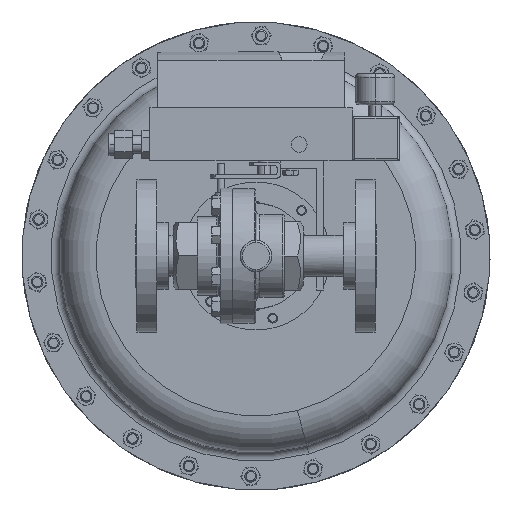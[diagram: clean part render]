
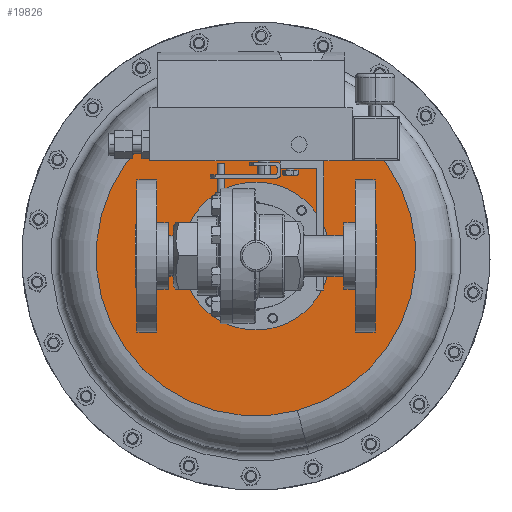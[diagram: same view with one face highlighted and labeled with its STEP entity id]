
A CAD part, front view. The second image highlights one B-rep face of the part: STEP entity #19826.
In plain terms, the highlighted planar face has unit normal (0, -1, 0).
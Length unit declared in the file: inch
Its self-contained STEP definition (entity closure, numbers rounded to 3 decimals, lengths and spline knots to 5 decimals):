
#495 = EDGE_LOOP ( 'NONE', ( #44707, #39989 ) ) ;
#3026 = CARTESIAN_POINT ( 'NONE',  ( 1.52663, 9.93332, 4.03194 ) ) ;
#5469 = AXIS2_PLACEMENT_3D ( 'NONE', #3026, #30683, #6963 ) ;
#6963 = DIRECTION ( 'NONE',  ( -0.259, 0., 0.966 ) ) ;
#7259 = CARTESIAN_POINT ( 'NONE',  ( 3.20601, 9.93332, 2.35256 ) ) ;
#8534 = EDGE_CURVE ( 'NONE', #45627, #34971, #45902, .T. ) ;
#9351 = CIRCLE ( 'NONE', #5469, 5.125 ) ;
#11972 = EDGE_CURVE ( 'NONE', #17672, #50293, #24179, .T. ) ;
#13382 = CARTESIAN_POINT ( 'NONE',  ( 6.477, 9.93332, 5.35839 ) ) ;
#14023 = AXIS2_PLACEMENT_3D ( 'NONE', #44335, #20708, #48216 ) ;
#14190 = AXIS2_PLACEMENT_3D ( 'NONE', #44817, #21229, #48729 ) ;
#15271 = CARTESIAN_POINT ( 'NONE',  ( 2.85308, 9.93332, -0.91843 ) ) ;
#17495 = DIRECTION ( 'NONE',  ( 0., -1., 0. ) ) ;
#17672 = VERTEX_POINT ( 'NONE', #38800 ) ;
#19424 = DIRECTION ( 'NONE',  ( 0., 1., 0. ) ) ;
#19711 = AXIS2_PLACEMENT_3D ( 'NONE', #13382, #17495, #45092 ) ;
#19826 = ADVANCED_FACE ( 'NONE', ( #31356, #35020 ), #37184, .T. ) ;
#20708 = DIRECTION ( 'NONE',  ( 0., 1., 0. ) ) ;
#20816 = EDGE_LOOP ( 'NONE', ( #47258, #40806 ) ) ;
#21229 = DIRECTION ( 'NONE',  ( 0., 1., 0. ) ) ;
#24179 = CIRCLE ( 'NONE', #14023, 5.125 ) ;
#28585 = CIRCLE ( 'NONE', #14190, 2.375 ) ;
#30683 = DIRECTION ( 'NONE',  ( 0., 1., 0. ) ) ;
#31356 = FACE_OUTER_BOUND ( 'NONE', #20816, .T. ) ;
#33587 = EDGE_CURVE ( 'NONE', #34971, #45627, #28585, .T. ) ;
#34971 = VERTEX_POINT ( 'NONE', #46440 ) ;
#35020 = FACE_BOUND ( 'NONE', #495, .T. ) ;
#37184 = PLANE ( 'NONE',  #19711 ) ;
#38800 = CARTESIAN_POINT ( 'NONE',  ( 0.20018, 9.93332, 8.98231 ) ) ;
#39989 = ORIENTED_EDGE ( 'NONE', *, *, #8534, .T. ) ;
#40806 = ORIENTED_EDGE ( 'NONE', *, *, #46624, .F. ) ;
#43059 = CARTESIAN_POINT ( 'NONE',  ( 1.52663, 9.93332, 4.03194 ) ) ;
#44335 = CARTESIAN_POINT ( 'NONE',  ( 1.52663, 9.93332, 4.03194 ) ) ;
#44707 = ORIENTED_EDGE ( 'NONE', *, *, #33587, .T. ) ;
#44817 = CARTESIAN_POINT ( 'NONE',  ( 1.52663, 9.93332, 4.03194 ) ) ;
#45092 = DIRECTION ( 'NONE',  ( 0.259, 0., -0.966 ) ) ;
#45627 = VERTEX_POINT ( 'NONE', #7259 ) ;
#45902 = CIRCLE ( 'NONE', #45932, 2.375 ) ;
#45932 = AXIS2_PLACEMENT_3D ( 'NONE', #43059, #19424, #46938 ) ;
#46440 = CARTESIAN_POINT ( 'NONE',  ( -0.15275, 9.93332, 5.71132 ) ) ;
#46624 = EDGE_CURVE ( 'NONE', #50293, #17672, #9351, .T. ) ;
#46938 = DIRECTION ( 'NONE',  ( 0.707, 0., -0.707 ) ) ;
#47258 = ORIENTED_EDGE ( 'NONE', *, *, #11972, .F. ) ;
#48216 = DIRECTION ( 'NONE',  ( -0.259, 0., 0.966 ) ) ;
#48729 = DIRECTION ( 'NONE',  ( 0.707, 0., -0.707 ) ) ;
#50293 = VERTEX_POINT ( 'NONE', #15271 ) ;
